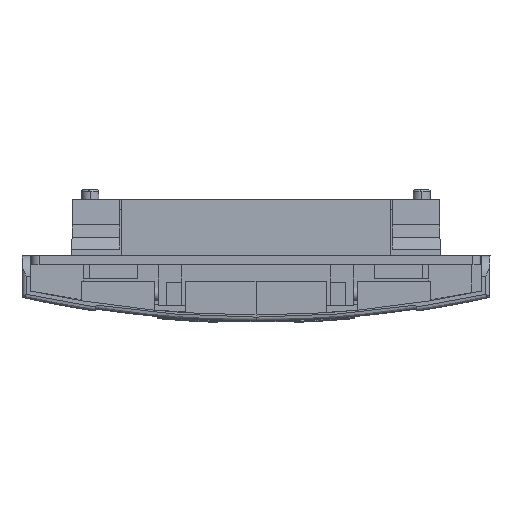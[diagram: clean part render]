
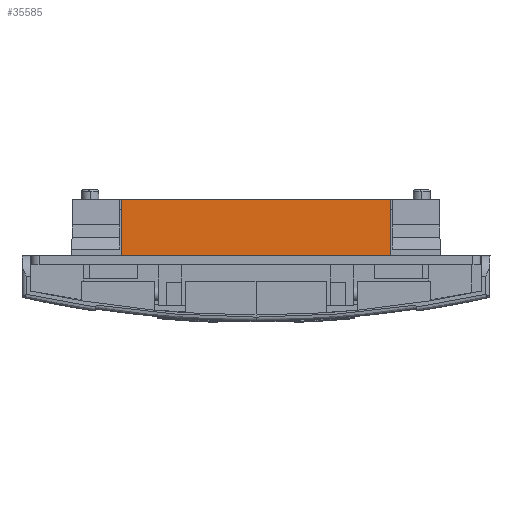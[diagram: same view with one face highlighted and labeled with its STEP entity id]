
A CAD part, left-side view. The second image highlights one B-rep face of the part: STEP entity #35585.
In plain terms, the highlighted planar face has unit normal (-1, 0, 0.018).
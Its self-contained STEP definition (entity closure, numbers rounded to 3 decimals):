
#4018 = PLANE('',#4019);
#4019 = AXIS2_PLACEMENT_3D('',#4020,#4021,#4022);
#4020 = CARTESIAN_POINT('',(14.622,-14.622,14.));
#4021 = DIRECTION('',(0.,0.,-1.));
#4022 = DIRECTION('',(-1.,0.,0.));
#6373 = PLANE('',#6374);
#6374 = AXIS2_PLACEMENT_3D('',#6375,#6376,#6377);
#6375 = CARTESIAN_POINT('',(0.,0.,0.));
#6376 = DIRECTION('',(0.,0.,1.));
#6377 = DIRECTION('',(1.,0.,-0.));
#6661 = VERTEX_POINT('',#6662);
#6662 = CARTESIAN_POINT('',(-45.631,33.362,14.));
#6676 = PLANE('',#6677);
#6677 = AXIS2_PLACEMENT_3D('',#6678,#6679,#6680);
#6678 = CARTESIAN_POINT('',(0.,33.362,0.));
#6679 = DIRECTION('',(0.,-1.,0.));
#6680 = DIRECTION('',(0.,0.,-1.));
#6688 = EDGE_CURVE('',#6661,#6689,#6691,.T.);
#6689 = VERTEX_POINT('',#6690);
#6690 = CARTESIAN_POINT('',(-45.631,-33.362,14.));
#6691 = SURFACE_CURVE('',#6692,(#6696,#6703),.PCURVE_S1.);
#6692 = LINE('',#6693,#6694);
#6693 = CARTESIAN_POINT('',(-45.631,0.,14.));
#6694 = VECTOR('',#6695,1.);
#6695 = DIRECTION('',(0.,-1.,0.));
#6696 = PCURVE('',#4018,#6697);
#6697 = DEFINITIONAL_REPRESENTATION('',(#6698),#6702);
#6698 = LINE('',#6699,#6700);
#6699 = CARTESIAN_POINT('',(60.253,14.622));
#6700 = VECTOR('',#6701,1.);
#6701 = DIRECTION('',(0.,-1.));
#6702 = ( GEOMETRIC_REPRESENTATION_CONTEXT(2) 
PARAMETRIC_REPRESENTATION_CONTEXT() REPRESENTATION_CONTEXT('2D SPACE',''
  ) );
#6703 = PCURVE('',#6704,#6709);
#6704 = PLANE('',#6705);
#6705 = AXIS2_PLACEMENT_3D('',#6706,#6707,#6708);
#6706 = CARTESIAN_POINT('',(-45.875,48.909,0.));
#6707 = DIRECTION('',(-1.,0.,0.017));
#6708 = DIRECTION('',(0.017,0.,1.));
#6709 = DEFINITIONAL_REPRESENTATION('',(#6710),#6714);
#6710 = LINE('',#6711,#6712);
#6711 = CARTESIAN_POINT('',(14.002,-48.909));
#6712 = VECTOR('',#6713,1.);
#6713 = DIRECTION('',(0.,-1.));
#6714 = ( GEOMETRIC_REPRESENTATION_CONTEXT(2) 
PARAMETRIC_REPRESENTATION_CONTEXT() REPRESENTATION_CONTEXT('2D SPACE',''
  ) );
#6732 = PLANE('',#6733);
#6733 = AXIS2_PLACEMENT_3D('',#6734,#6735,#6736);
#6734 = CARTESIAN_POINT('',(0.,-33.362,0.));
#6735 = DIRECTION('',(0.,-1.,0.));
#6736 = DIRECTION('',(0.,0.,-1.));
#18378 = EDGE_CURVE('',#18379,#6689,#18381,.T.);
#18379 = VERTEX_POINT('',#18380);
#18380 = CARTESIAN_POINT('',(-45.875,-33.362,0.));
#18381 = SURFACE_CURVE('',#18382,(#18386,#18393),.PCURVE_S1.);
#18382 = LINE('',#18383,#18384);
#18383 = CARTESIAN_POINT('',(-45.875,-33.362,0.));
#18384 = VECTOR('',#18385,1.);
#18385 = DIRECTION('',(0.017,0.,1.));
#18386 = PCURVE('',#6732,#18387);
#18387 = DEFINITIONAL_REPRESENTATION('',(#18388),#18392);
#18388 = LINE('',#18389,#18390);
#18389 = CARTESIAN_POINT('',(0.,-45.875));
#18390 = VECTOR('',#18391,1.);
#18391 = DIRECTION('',(-1.,0.017));
#18392 = ( GEOMETRIC_REPRESENTATION_CONTEXT(2) 
PARAMETRIC_REPRESENTATION_CONTEXT() REPRESENTATION_CONTEXT('2D SPACE',''
  ) );
#18393 = PCURVE('',#6704,#18394);
#18394 = DEFINITIONAL_REPRESENTATION('',(#18395),#18399);
#18395 = LINE('',#18396,#18397);
#18396 = CARTESIAN_POINT('',(0.,-82.271));
#18397 = VECTOR('',#18398,1.);
#18398 = DIRECTION('',(1.,0.));
#18399 = ( GEOMETRIC_REPRESENTATION_CONTEXT(2) 
PARAMETRIC_REPRESENTATION_CONTEXT() REPRESENTATION_CONTEXT('2D SPACE',''
  ) );
#18912 = VERTEX_POINT('',#18913);
#18913 = CARTESIAN_POINT('',(-45.875,33.362,0.));
#18934 = EDGE_CURVE('',#6661,#18912,#18935,.T.);
#18935 = SURFACE_CURVE('',#18936,(#18940,#18947),.PCURVE_S1.);
#18936 = LINE('',#18937,#18938);
#18937 = CARTESIAN_POINT('',(-45.875,33.362,0.));
#18938 = VECTOR('',#18939,1.);
#18939 = DIRECTION('',(-0.017,-0.,-1.));
#18940 = PCURVE('',#6676,#18941);
#18941 = DEFINITIONAL_REPRESENTATION('',(#18942),#18946);
#18942 = LINE('',#18943,#18944);
#18943 = CARTESIAN_POINT('',(0.,-45.875));
#18944 = VECTOR('',#18945,1.);
#18945 = DIRECTION('',(1.,-0.017));
#18946 = ( GEOMETRIC_REPRESENTATION_CONTEXT(2) 
PARAMETRIC_REPRESENTATION_CONTEXT() REPRESENTATION_CONTEXT('2D SPACE',''
  ) );
#18947 = PCURVE('',#6704,#18948);
#18948 = DEFINITIONAL_REPRESENTATION('',(#18949),#18953);
#18949 = LINE('',#18950,#18951);
#18950 = CARTESIAN_POINT('',(0.,-15.546));
#18951 = VECTOR('',#18952,1.);
#18952 = DIRECTION('',(-1.,0.));
#18953 = ( GEOMETRIC_REPRESENTATION_CONTEXT(2) 
PARAMETRIC_REPRESENTATION_CONTEXT() REPRESENTATION_CONTEXT('2D SPACE',''
  ) );
#35585 = ADVANCED_FACE('',(#35586),#6704,.T.);
#35586 = FACE_BOUND('',#35587,.T.);
#35587 = EDGE_LOOP('',(#35588,#35589,#35610,#35611));
#35588 = ORIENTED_EDGE('',*,*,#18934,.T.);
#35589 = ORIENTED_EDGE('',*,*,#35590,.T.);
#35590 = EDGE_CURVE('',#18912,#18379,#35591,.T.);
#35591 = SURFACE_CURVE('',#35592,(#35596,#35603),.PCURVE_S1.);
#35592 = LINE('',#35593,#35594);
#35593 = CARTESIAN_POINT('',(-45.875,48.909,0.));
#35594 = VECTOR('',#35595,1.);
#35595 = DIRECTION('',(0.,-1.,0.));
#35596 = PCURVE('',#6704,#35597);
#35597 = DEFINITIONAL_REPRESENTATION('',(#35598),#35602);
#35598 = LINE('',#35599,#35600);
#35599 = CARTESIAN_POINT('',(0.,0.));
#35600 = VECTOR('',#35601,1.);
#35601 = DIRECTION('',(0.,-1.));
#35602 = ( GEOMETRIC_REPRESENTATION_CONTEXT(2) 
PARAMETRIC_REPRESENTATION_CONTEXT() REPRESENTATION_CONTEXT('2D SPACE',''
  ) );
#35603 = PCURVE('',#6373,#35604);
#35604 = DEFINITIONAL_REPRESENTATION('',(#35605),#35609);
#35605 = LINE('',#35606,#35607);
#35606 = CARTESIAN_POINT('',(-45.875,48.909));
#35607 = VECTOR('',#35608,1.);
#35608 = DIRECTION('',(0.,-1.));
#35609 = ( GEOMETRIC_REPRESENTATION_CONTEXT(2) 
PARAMETRIC_REPRESENTATION_CONTEXT() REPRESENTATION_CONTEXT('2D SPACE',''
  ) );
#35610 = ORIENTED_EDGE('',*,*,#18378,.T.);
#35611 = ORIENTED_EDGE('',*,*,#6688,.F.);
